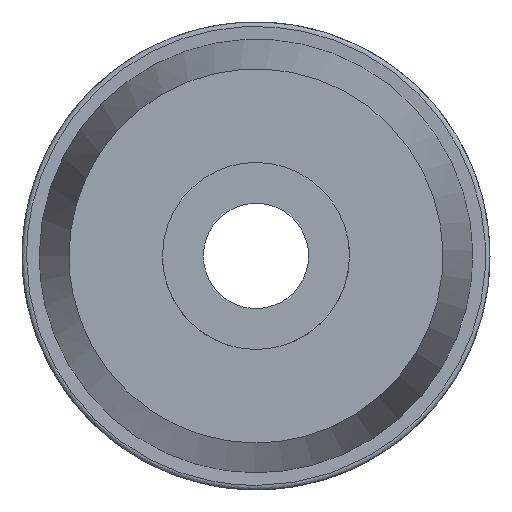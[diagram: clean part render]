
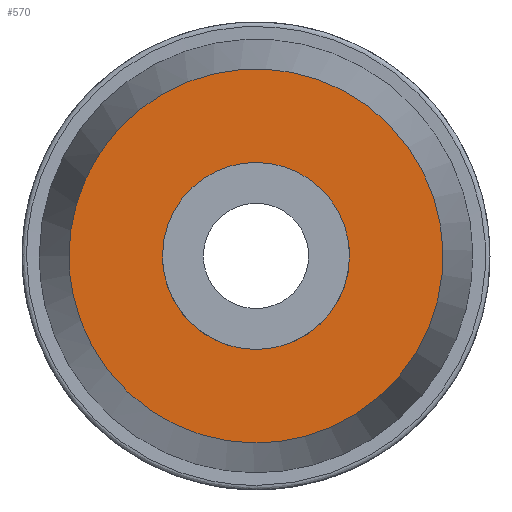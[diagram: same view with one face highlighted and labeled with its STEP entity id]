
A CAD part, left-side view. The second image highlights one B-rep face of the part: STEP entity #570.
In plain terms, the highlighted free-form (B-spline) face has degree [1, 1] with [2, 2] control points.
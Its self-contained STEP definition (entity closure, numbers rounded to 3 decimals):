
#10 = VERTEX_POINT('', #11);
#11 = CARTESIAN_POINT('', (0., 8., 0.));
#16 = EDGE_CURVE('', #17, #10, #19, .T.);
#17 = VERTEX_POINT('', #18);
#18 = CARTESIAN_POINT('', (0., -8., 0.));
#19 = (
   BOUNDED_CURVE ()
   B_SPLINE_CURVE (2, (#20, #21, #22, #23, #24), .UNSPECIFIED., .F., .U.)
   B_SPLINE_CURVE_WITH_KNOTS ((3, 2, 3), (180., 270., 360.), .UNSPECIFIED.)
   CURVE ()
   GEOMETRIC_REPRESENTATION_ITEM ()
   RATIONAL_B_SPLINE_CURVE ((1., 0.707, 1., 0.707, 1.))
   REPRESENTATION_ITEM ('')
);
#20 = CARTESIAN_POINT('', (0., -8., 0.));
#21 = CARTESIAN_POINT('', (0., -8., -8.));
#22 = CARTESIAN_POINT('', (0., 0., -8.));
#23 = CARTESIAN_POINT('', (0., 8., -8.));
#24 = CARTESIAN_POINT('', (0., 8., 0.));
#26 = EDGE_CURVE('', #10, #17, #27, .T.);
#27 = (
   BOUNDED_CURVE ()
   B_SPLINE_CURVE (2, (#28, #29, #30, #31, #32), .UNSPECIFIED., .F., .U.)
   B_SPLINE_CURVE_WITH_KNOTS ((3, 2, 3), (360., 450., 540.), .UNSPECIFIED.)
   CURVE ()
   GEOMETRIC_REPRESENTATION_ITEM ()
   RATIONAL_B_SPLINE_CURVE ((1., 0.707, 1., 0.707, 1.))
   REPRESENTATION_ITEM ('')
);
#28 = CARTESIAN_POINT('', (0., 8., 0.));
#29 = CARTESIAN_POINT('', (0., 8., 8.));
#30 = CARTESIAN_POINT('', (0., 0., 8.));
#31 = CARTESIAN_POINT('', (0., -8., 8.));
#32 = CARTESIAN_POINT('', (0., -8., 0.));
#208 = VERTEX_POINT('', #209);
#209 = CARTESIAN_POINT('', (0., 16., 0.));
#214 = EDGE_CURVE('', #208, #208, #215, .T.);
#215 = (
   BOUNDED_CURVE ()
   B_SPLINE_CURVE (2, (#216, #217, #218, #219, #220, #221, #222, #223, #224), .UNSPECIFIED., .T., .U.)
   B_SPLINE_CURVE_WITH_KNOTS ((3, 2, 2, 2, 3), (0., 90., 180., 270., 360.), .UNSPECIFIED.)
   CURVE ()
   GEOMETRIC_REPRESENTATION_ITEM ()
   RATIONAL_B_SPLINE_CURVE ((1., 0.707, 1., 0.707, 1., 0.707, 1., 0.707, 1.))
   REPRESENTATION_ITEM ('')
);
#216 = CARTESIAN_POINT('', (0., 16., 0.));
#217 = CARTESIAN_POINT('', (0., 16., 16.));
#218 = CARTESIAN_POINT('', (0., 0., 16.));
#219 = CARTESIAN_POINT('', (0., -16., 16.));
#220 = CARTESIAN_POINT('', (0., -16., 0.));
#221 = CARTESIAN_POINT('', (0., -16., -16.));
#222 = CARTESIAN_POINT('', (0., 0., -16.));
#223 = CARTESIAN_POINT('', (0., 16., -16.));
#224 = CARTESIAN_POINT('', (0., 16., 0.));
#570 = ADVANCED_FACE('', (#571, #574), #578, .T.);
#571 = FACE_OUTER_BOUND('', #572, .T.);
#572 = EDGE_LOOP('', (#573));
#573 = ORIENTED_EDGE('', *, *, #214, .F.);
#574 = FACE_BOUND('', #575, .T.);
#575 = EDGE_LOOP('', (#576, #577));
#576 = ORIENTED_EDGE('', *, *, #26, .T.);
#577 = ORIENTED_EDGE('', *, *, #16, .T.);
#578 = B_SPLINE_SURFACE_WITH_KNOTS('', 1, 1, ((#579, #580), (#581, #582)), .UNSPECIFIED., .F., .F., .U., (2, 2), (2, 2), (-16.001, 16.001), (-8.001, 24.001), .UNSPECIFIED.);
#579 = CARTESIAN_POINT('', (0., 16.001, 16.001));
#580 = CARTESIAN_POINT('', (0., -16.001, 16.001));
#581 = CARTESIAN_POINT('', (0., 16.001, -16.001));
#582 = CARTESIAN_POINT('', (0., -16.001, -16.001));
